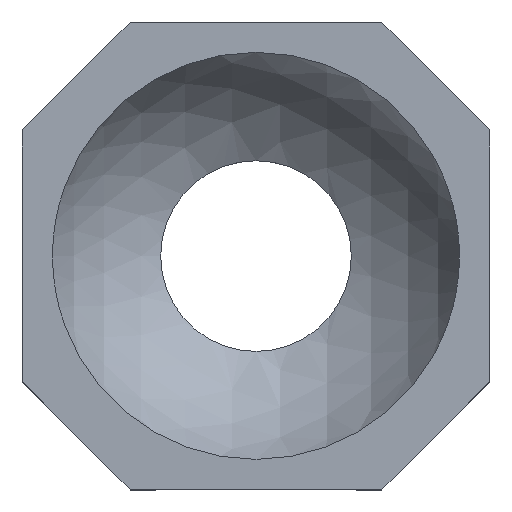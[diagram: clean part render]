
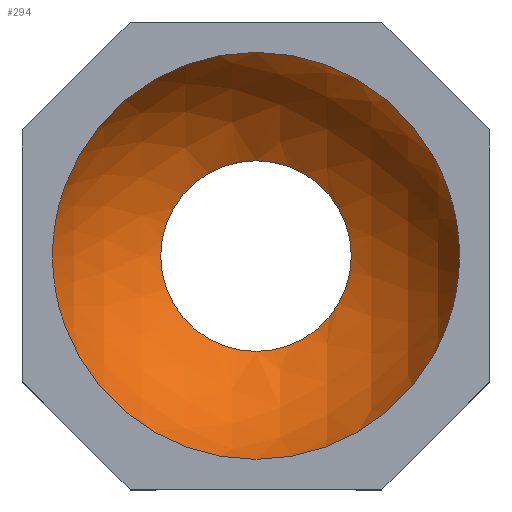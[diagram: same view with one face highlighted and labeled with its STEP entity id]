
A CAD part, top view. The second image highlights one B-rep face of the part: STEP entity #294.
In plain terms, the highlighted spherical face has radius 60 mm.
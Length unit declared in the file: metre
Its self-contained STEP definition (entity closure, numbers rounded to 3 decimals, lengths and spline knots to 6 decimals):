
#12=SPHERICAL_SURFACE('',#326,0.06);
#13=CIRCLE('',#319,0.0265);
#15=CIRCLE('',#325,0.056569);
#58=ORIENTED_EDGE('',*,*,#108,.F.);
#59=ORIENTED_EDGE('',*,*,#124,.F.);
#108=EDGE_CURVE('',#146,#146,#13,.T.);
#124=EDGE_CURVE('',#160,#160,#15,.F.);
#146=VERTEX_POINT('',#441);
#160=VERTEX_POINT('',#475);
#242=EDGE_LOOP('',(#58));
#243=EDGE_LOOP('',(#59));
#262=FACE_BOUND('',#242,.T.);
#263=FACE_BOUND('',#243,.T.);
#294=ADVANCED_FACE('',(#262,#263),#12,.F.);
#319=AXIS2_PLACEMENT_3D('',#440,#356,#357);
#325=AXIS2_PLACEMENT_3D('',#474,#382,#383);
#326=AXIS2_PLACEMENT_3D('',#480,#388,#389);
#356=DIRECTION('',(0.,0.,1.));
#357=DIRECTION('',(1.,0.,0.));
#382=DIRECTION('',(0.,0.,1.));
#383=DIRECTION('',(1.,0.,0.));
#388=DIRECTION('',(1.,0.,0.));
#389=DIRECTION('',(0.,-1.,0.));
#440=CARTESIAN_POINT('',(0.,0.,0.001169));
#441=CARTESIAN_POINT('',(0.0265,0.,0.001169));
#474=CARTESIAN_POINT('',(0.,0.,0.035));
#475=CARTESIAN_POINT('',(0.056569,0.,0.035));
#480=CARTESIAN_POINT('',(0.,0.,0.055));
